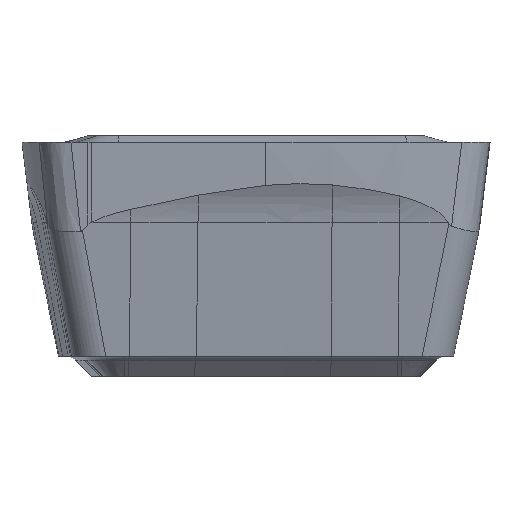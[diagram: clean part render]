
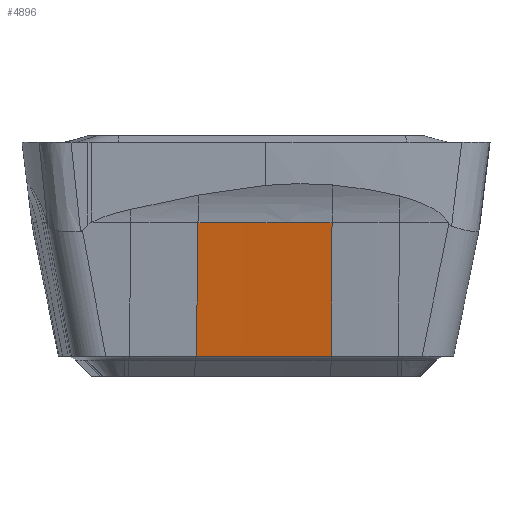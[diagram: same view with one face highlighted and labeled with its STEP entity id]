
A CAD part, front view. The second image highlights one B-rep face of the part: STEP entity #4896.
In plain terms, the highlighted conical face has half-angle 11 degrees and reference radius 50.668 mm.
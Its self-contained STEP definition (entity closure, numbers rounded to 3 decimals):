
#844=CARTESIAN_POINT('',(2.233,-53.655,-3.2));
#845=DIRECTION('',(0.,0.,-1.));
#846=DIRECTION('',(-0.061,0.998,0.));
#847=AXIS2_PLACEMENT_3D('',#844,#845,#846);
#1306=DIRECTION('',(0.004,-0.191,0.982));
#1307=VECTOR('',#1306,2.037);
#1308=CARTESIAN_POINT('',(1.129,-2.804,
-3.2));
#1309=LINE('',#1308,#1307);
#1313=DIRECTION('',(0.012,-0.19,0.982));
#1314=VECTOR('',#1313,2.037);
#1315=CARTESIAN_POINT('',(-0.892,-2.888,
-3.2));
#1316=LINE('',#1315,#1314);
#1349=CARTESIAN_POINT('',(2.233,-53.655,
-1.2));
#1350=DIRECTION('',(0.,0.,1.));
#1351=DIRECTION('',(-0.022,1.,0.));
#1352=AXIS2_PLACEMENT_3D('',#1349,#1350,#1351);
#3757=CARTESIAN_POINT('',(-0.892,-2.888,
-3.2));
#3758=VERTEX_POINT('',#3757);
#3759=CARTESIAN_POINT('',(1.129,-2.804,
-3.2));
#3760=VERTEX_POINT('',#3759);
#3849=CARTESIAN_POINT('',(1.137,-3.193,
-1.2));
#3850=VERTEX_POINT('',#3849);
#3851=CARTESIAN_POINT('',(-0.868,-3.276,
-1.2));
#3852=VERTEX_POINT('',#3851);
#4883=CARTESIAN_POINT('',(2.233,-53.655,
-2.2));
#4884=DIRECTION('',(0.,0.,-1.));
#4885=DIRECTION('',(-0.022,1.,0.));
#4886=AXIS2_PLACEMENT_3D('',#4883,#4884,#4885);
#4887=CONICAL_SURFACE('',#4886,50.668,11.);
#4888=ORIENTED_EDGE('',*,*,#4596,.F.);
#4890=ORIENTED_EDGE('',*,*,#4889,.T.);
#4892=ORIENTED_EDGE('',*,*,#4891,.F.);
#4893=ORIENTED_EDGE('',*,*,#4875,.F.);
#4894=EDGE_LOOP('',(#4888,#4890,#4892,#4893));
#4895=FACE_OUTER_BOUND('',#4894,.F.);
#848=CIRCLE('',#847,50.863);
#1353=CIRCLE('',#1352,50.474);
#4596=EDGE_CURVE('',#3758,#3760,#848,.T.);
#4875=EDGE_CURVE('',#3760,#3850,#1309,.T.);
#4889=EDGE_CURVE('',#3758,#3852,#1316,.T.);
#4891=EDGE_CURVE('',#3850,#3852,#1353,.T.);
#4896=ADVANCED_FACE('',(#4895),#4887,.F.);
